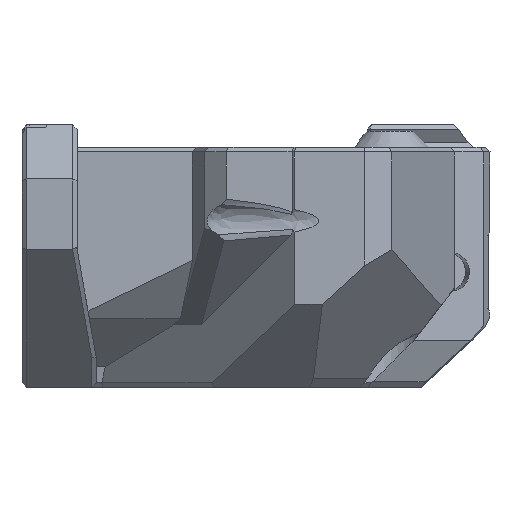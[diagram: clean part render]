
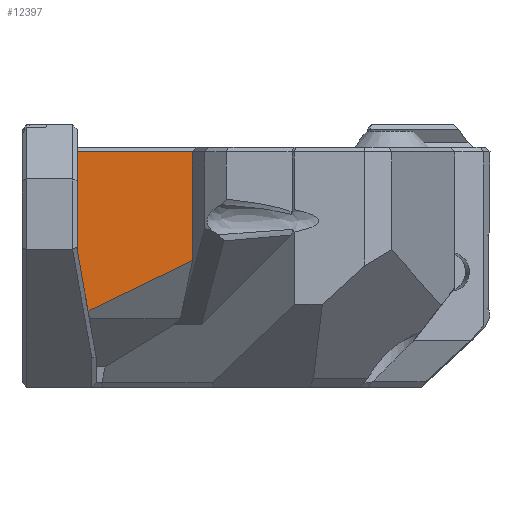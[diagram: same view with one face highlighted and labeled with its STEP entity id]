
A CAD part, left-side view. The second image highlights one B-rep face of the part: STEP entity #12397.
In plain terms, the highlighted planar face has unit normal (-1, 0, 0).
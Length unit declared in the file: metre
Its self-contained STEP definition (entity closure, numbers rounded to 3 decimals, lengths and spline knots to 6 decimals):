
#1284=LINE('',#20181,#2524);
#1409=LINE('',#20778,#2649);
#1410=LINE('',#20943,#2650);
#1411=LINE('',#20946,#2651);
#1412=LINE('',#20947,#2652);
#2524=VECTOR('',#15984,1.);
#2649=VECTOR('',#16323,1.);
#2650=VECTOR('',#16336,1.);
#2651=VECTOR('',#16337,1.);
#2652=VECTOR('',#16338,1.);
#5258=ORIENTED_EDGE('',*,*,#7932,.T.);
#5259=ORIENTED_EDGE('',*,*,#7933,.T.);
#5260=ORIENTED_EDGE('',*,*,#7745,.F.);
#5261=ORIENTED_EDGE('',*,*,#7926,.F.);
#5262=ORIENTED_EDGE('',*,*,#7934,.T.);
#7745=EDGE_CURVE('',#9221,#9222,#1284,.T.);
#7926=EDGE_CURVE('',#9326,#9221,#1409,.T.);
#7932=EDGE_CURVE('',#9329,#9330,#1410,.T.);
#7933=EDGE_CURVE('',#9330,#9222,#1411,.T.);
#7934=EDGE_CURVE('',#9326,#9329,#1412,.T.);
#9221=VERTEX_POINT('',#20182);
#9222=VERTEX_POINT('',#20183);
#9326=VERTEX_POINT('',#20777);
#9329=VERTEX_POINT('',#20944);
#9330=VERTEX_POINT('',#20945);
#10404=EDGE_LOOP('',(#5258,#5259,#5260,#5261,#5262));
#11195=FACE_BOUND('',#10404,.T.);
#11801=PLANE('',#13514);
#12397=ADVANCED_FACE('',(#11195),#11801,.T.);
#13514=AXIS2_PLACEMENT_3D('',#20942,#16334,#16335);
#15984=DIRECTION('',(0.,0.,1.));
#16323=DIRECTION('',(0.,0.174,0.985));
#16334=DIRECTION('',(-1.,0.,0.));
#16335=DIRECTION('',(0.,-1.,0.));
#16336=DIRECTION('',(0.,0.,1.));
#16337=DIRECTION('',(0.,1.,0.));
#16338=DIRECTION('',(0.,-0.901,0.435));
#20181=CARTESIAN_POINT('',(-0.013379,0.0125,0.01668));
#20182=CARTESIAN_POINT('',(-0.013379,0.0125,0.01216));
#20183=CARTESIAN_POINT('',(-0.013379,0.0125,0.0208));
#20777=CARTESIAN_POINT('',(-0.013379,0.011544,0.006745));
#20778=CARTESIAN_POINT('',(-0.013379,0.012936,0.014628));
#20942=CARTESIAN_POINT('',(-0.013379,0.001321,0.01668));
#20943=CARTESIAN_POINT('',(-0.013379,0.002307,0.01668));
#20944=CARTESIAN_POINT('',(-0.013379,0.002307,0.011203));
#20945=CARTESIAN_POINT('',(-0.013379,0.002307,0.0208));
#20946=CARTESIAN_POINT('',(-0.013379,0.001321,0.0208));
#20947=CARTESIAN_POINT('',(-0.013379,-0.000636,0.012624));
